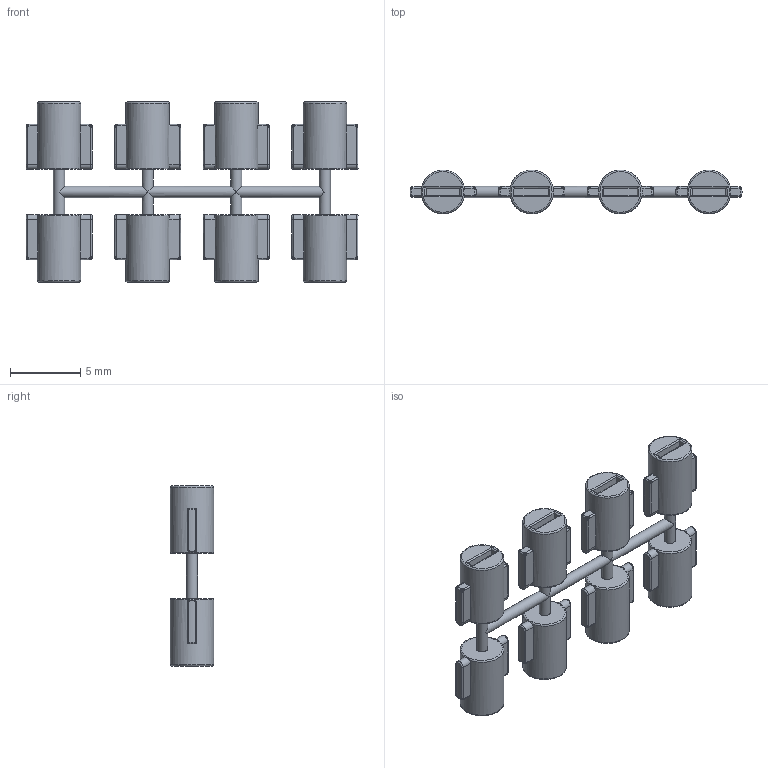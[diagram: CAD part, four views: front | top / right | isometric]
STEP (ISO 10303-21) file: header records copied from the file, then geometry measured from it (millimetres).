
FILE_DESCRIPTION(/* description */ (''),/* implementation_level */ '2;1');
FILE_NAME(/* name */ 'Coupler_Array v4.step',/* time_stamp */ '2023-09-15T15:21:05-06:00',/* author */ (''),/* organization */ (''),/* preprocessor_version */ 'ST-DEVELOPER v20',/* originating_system */ 'Autodesk Translation Framework v12.9.0.99',/* authorisation */ '');
FILE_SCHEMA (('AUTOMOTIVE_DESIGN { 1 0 10303 214 3 1 1 }'));
Length unit declared in the file: millimetre
Products named in the file (2): Coupler_Array; Coupler
Assembly tree (8 placements, depth 2):
  Coupler_Array
    Coupler  x8
Bounding box: 23.6 x 3.1 x 12.8 mm (x, y, z)
Volume: 308.7 mm3; surface area: 765.9 mm2
Topology: 9 solids, 9 shells, 534 faces, 1340 edges, 802 vertices
Faces by surface type: bspline 240, cylinder 142, plane 112, torus 40
Full cylindrical faces by diameter (mm): 0.8 x6, 3.1 x8
Entity records: 4244 total; most frequent: CARTESIAN_POINT 2426, ORIENTED_EDGE 390, DIRECTION 318, EDGE_CURVE 195, AXIS2_PLACEMENT_3D 132, VERTEX_POINT 123, EDGE_LOOP 82, FACE_OUTER_BOUND 79
